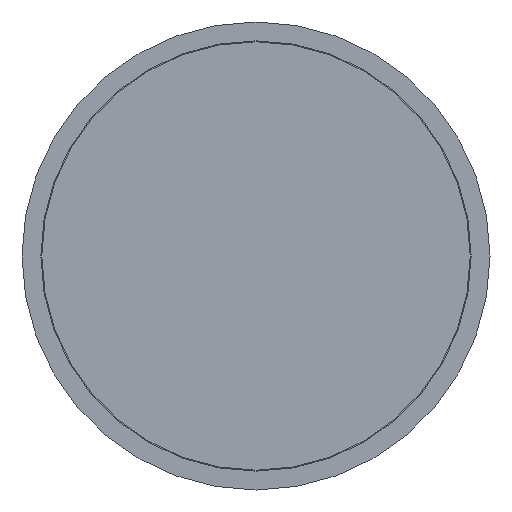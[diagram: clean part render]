
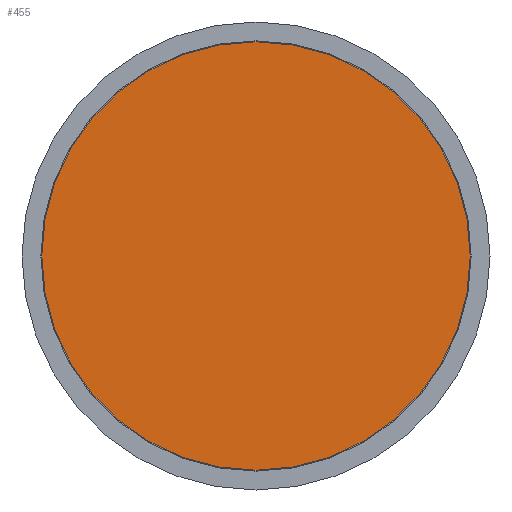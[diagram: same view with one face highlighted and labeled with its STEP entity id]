
A CAD part, front view. The second image highlights one B-rep face of the part: STEP entity #455.
In plain terms, the highlighted planar face has unit normal (0, -1, 0).
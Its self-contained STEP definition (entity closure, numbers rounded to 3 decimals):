
#179 = AXIS2_PLACEMENT_3D ( 'NONE', #810, #657, #338 ) ;
#243 = CARTESIAN_POINT ( 'NONE',  ( 0., 0., -56.75 ) ) ;
#262 = CIRCLE ( 'NONE', #959, 56.75 ) ;
#338 = DIRECTION ( 'NONE',  ( 0., 0., 1. ) ) ;
#408 = CARTESIAN_POINT ( 'NONE',  ( 0., 0., 0. ) ) ;
#455 = ADVANCED_FACE ( 'NONE', ( #888 ), #719, .F. ) ;
#645 = DIRECTION ( 'NONE',  ( 0., 0., -1. ) ) ;
#657 = DIRECTION ( 'NONE',  ( 0., 1., 0. ) ) ;
#719 = PLANE ( 'NONE',  #179 ) ;
#723 = DIRECTION ( 'NONE',  ( 0., -1., 0. ) ) ;
#746 = VERTEX_POINT ( 'NONE', #243 ) ;
#810 = CARTESIAN_POINT ( 'NONE',  ( -56.75, 0., 0. ) ) ;
#814 = EDGE_LOOP ( 'NONE', ( #964 ) ) ;
#879 = EDGE_CURVE ( 'NONE', #746, #746, #262, .T. ) ;
#888 = FACE_OUTER_BOUND ( 'NONE', #814, .T. ) ;
#959 = AXIS2_PLACEMENT_3D ( 'NONE', #408, #723, #645 ) ;
#964 = ORIENTED_EDGE ( 'NONE', *, *, #879, .T. ) ;
